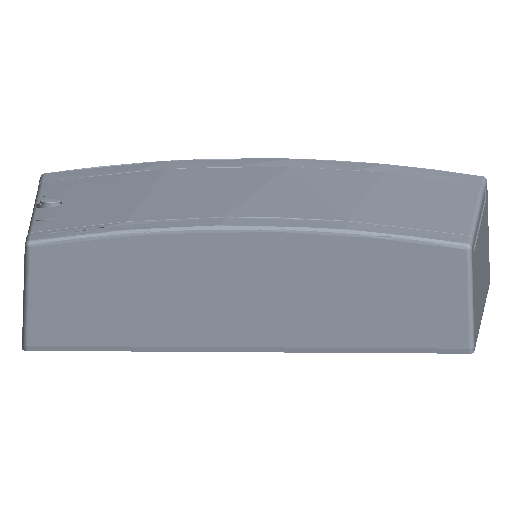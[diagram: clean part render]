
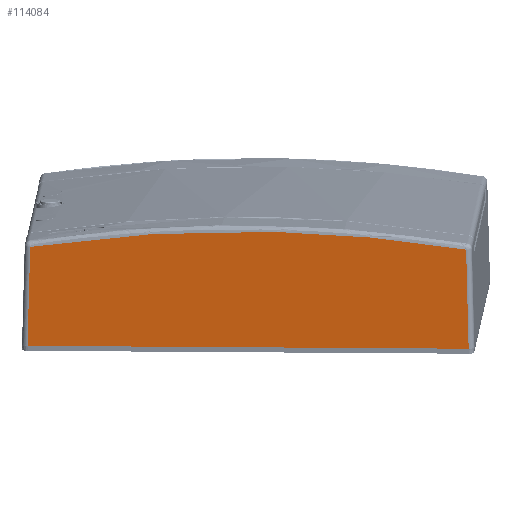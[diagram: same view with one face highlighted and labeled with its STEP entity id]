
A CAD part, front view. The second image highlights one B-rep face of the part: STEP entity #114084.
In plain terms, the highlighted face is planar.
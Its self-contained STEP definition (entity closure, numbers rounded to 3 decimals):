
#94316=DIRECTION('',(-1.,0.,0.));
#94317=VECTOR('',#94316,385.803);
#94318=CARTESIAN_POINT('',(192.902,0.,
-180.3));
#94319=LINE('',#94318,#94317);
#103493=CARTESIAN_POINT('',(190.613,87.393,
-178.012));
#103494=CARTESIAN_POINT('',(159.1,92.329,
-177.882));
#103495=CARTESIAN_POINT('',(95.691,99.752,
-177.688));
#103496=CARTESIAN_POINT('',(0.,103.471,
-177.591));
#103497=CARTESIAN_POINT('',(-95.691,99.752,
-177.688));
#103498=CARTESIAN_POINT('',(-159.1,92.329,
-177.882));
#103499=CARTESIAN_POINT('',(-190.613,87.393,
-178.012));
#103504=DIRECTION('',(-0.026,-0.999,
-0.026));
#103505=VECTOR('',#103504,87.453);
#103506=CARTESIAN_POINT('',(-190.613,87.393,
-178.012));
#103507=LINE('',#103506,#103505);
#103511=DIRECTION('',(-0.026,0.999,0.026));
#103512=VECTOR('',#103511,87.453);
#103513=CARTESIAN_POINT('',(192.902,0.,
-180.3));
#103514=LINE('',#103513,#103512);
#103731=CARTESIAN_POINT('',(192.902,0.,
-180.3));
#105598=VERTEX_POINT('',#103731);
#105599=CARTESIAN_POINT('',(-192.902,0.,
-180.3));
#105600=VERTEX_POINT('',#105599);
#107166=CARTESIAN_POINT('',(-190.613,87.393,
-178.012));
#107167=VERTEX_POINT('',#107166);
#107168=VERTEX_POINT('',#103493);
#114071=CARTESIAN_POINT('',(0.,0.,-180.3));
#114072=DIRECTION('',(0.,0.026,-1.));
#114073=DIRECTION('',(0.,1.,0.026));
#114074=AXIS2_PLACEMENT_3D('',#114071,#114072,#114073);
#114075=PLANE('',#114074);
#114077=ORIENTED_EDGE('',*,*,#114076,.T.);
#114078=ORIENTED_EDGE('',*,*,#114066,.T.);
#114079=ORIENTED_EDGE('',*,*,#107450,.F.);
#114081=ORIENTED_EDGE('',*,*,#114080,.T.);
#114082=EDGE_LOOP('',(#114077,#114078,#114079,#114081));
#114083=FACE_OUTER_BOUND('',#114082,.F.);
#103500=B_SPLINE_CURVE_WITH_KNOTS('',3,(#103493,#103494,#103495,#103496,#103497,
#103498,#103499),.UNSPECIFIED.,.F.,.F.,(4,1,1,1,4),(0.,0.25,
0.5,0.75,1.),.UNSPECIFIED.);
#107450=EDGE_CURVE('',#105598,#105600,#94319,.T.);
#114066=EDGE_CURVE('',#107167,#105600,#103507,.T.);
#114076=EDGE_CURVE('',#107168,#107167,#103500,.T.);
#114080=EDGE_CURVE('',#105598,#107168,#103514,.T.);
#114084=ADVANCED_FACE('',(#114083),#114075,.T.);
